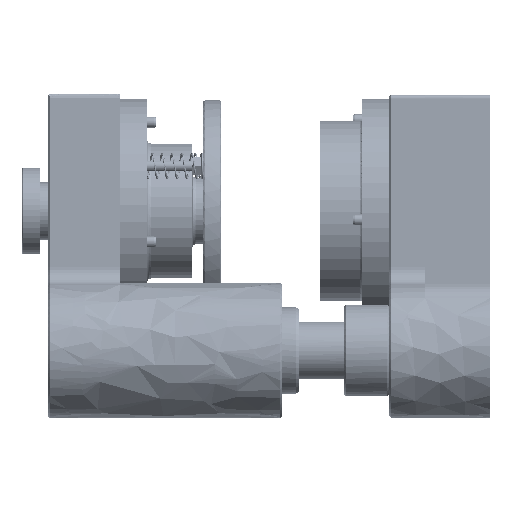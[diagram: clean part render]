
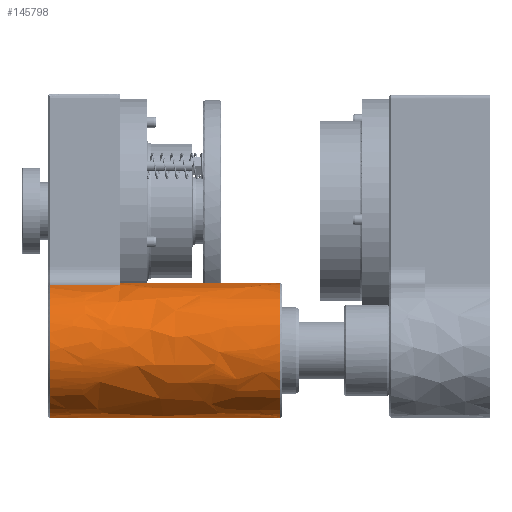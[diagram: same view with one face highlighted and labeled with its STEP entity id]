
A CAD part, left-side view. The second image highlights one B-rep face of the part: STEP entity #145798.
In plain terms, the highlighted free-form (B-spline) face has degree [2, 1] with [5, 2] control points.
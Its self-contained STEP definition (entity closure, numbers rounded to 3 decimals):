
#144605 = VERTEX_POINT('',#144606);
#144606 = CARTESIAN_POINT('',(-68.985,269.871,
    -126.933));
#144611 = EDGE_CURVE('',#144612,#144605,#144614,.T.);
#144612 = VERTEX_POINT('',#144613);
#144613 = CARTESIAN_POINT('',(-77.699,269.871,
    -45.078));
#144614 = ( BOUNDED_CURVE() B_SPLINE_CURVE(2,(#144615,#144616,#144617,
#144618,#144619),.UNSPECIFIED.,.F.,.F.) B_SPLINE_CURVE_WITH_KNOTS((3,2,3
    ),(0.212,1.677,3.142),
.PIECEWISE_BEZIER_KNOTS.) CURVE() GEOMETRIC_REPRESENTATION_ITEM() 
RATIONAL_B_SPLINE_CURVE((1.,0.744,1.,0.744,1.)) 
REPRESENTATION_ITEM('') );
#144615 = CARTESIAN_POINT('',(-77.699,269.871,
    -45.078));
#144616 = CARTESIAN_POINT('',(-114.084,269.871,
    -52.914));
#144617 = CARTESIAN_POINT('',(-110.144,269.871,
    -89.924));
#144618 = CARTESIAN_POINT('',(-106.204,269.871,
    -126.933));
#144619 = CARTESIAN_POINT('',(-68.985,269.871,
    -126.933));
#144837 = VERTEX_POINT('',#144838);
#144838 = CARTESIAN_POINT('',(-68.985,128.589,
    -126.933));
#144844 = VERTEX_POINT('',#144845);
#144845 = CARTESIAN_POINT('',(-68.985,128.589,
    -44.151));
#145699 = VERTEX_POINT('',#145700);
#145700 = CARTESIAN_POINT('',(-68.985,226.824,
    -44.151));
#145708 = EDGE_CURVE('',#145699,#144844,#145709,.T.);
#145709 = B_SPLINE_CURVE_WITH_KNOTS('',1,(#145710,#145711),
  .UNSPECIFIED.,.F.,.F.,(2,2),(40.,129.),.PIECEWISE_BEZIER_KNOTS.);
#145710 = CARTESIAN_POINT('',(-68.985,226.824,
    -44.151));
#145711 = CARTESIAN_POINT('',(-68.985,128.589,
    -44.151));
#145714 = EDGE_CURVE('',#144605,#144837,#145715,.T.);
#145715 = B_SPLINE_CURVE_WITH_KNOTS('',1,(#145716,#145717),
  .UNSPECIFIED.,.F.,.F.,(2,2),(1.,129.),.PIECEWISE_BEZIER_KNOTS.);
#145716 = CARTESIAN_POINT('',(-68.985,269.871,
    -126.933));
#145717 = CARTESIAN_POINT('',(-68.985,128.589,
    -126.933));
#145798 = ADVANCED_FACE('',(#145799),#145825,.T.);
#145799 = FACE_BOUND('',#145800,.T.);
#145800 = EDGE_LOOP('',(#145801,#145802,#145810,#145815,#145816,#145817)
  );
#145801 = ORIENTED_EDGE('',*,*,#145708,.F.);
#145802 = ORIENTED_EDGE('',*,*,#145803,.F.);
#145803 = EDGE_CURVE('',#145804,#145699,#145806,.T.);
#145804 = VERTEX_POINT('',#145805);
#145805 = CARTESIAN_POINT('',(-77.699,226.824,
    -45.078));
#145806 = ( BOUNDED_CURVE() B_SPLINE_CURVE(2,(#145807,#145808,#145809),
.UNSPECIFIED.,.F.,.F.) B_SPLINE_CURVE_WITH_KNOTS((3,3),(6.071,
6.283),.PIECEWISE_BEZIER_KNOTS.) CURVE() 
GEOMETRIC_REPRESENTATION_ITEM() RATIONAL_B_SPLINE_CURVE((1.,
0.994,1.)) REPRESENTATION_ITEM('') );
#145807 = CARTESIAN_POINT('',(-77.699,226.824,
    -45.078));
#145808 = CARTESIAN_POINT('',(-73.392,226.824,
    -44.151));
#145809 = CARTESIAN_POINT('',(-68.985,226.824,
    -44.151));
#145810 = ORIENTED_EDGE('',*,*,#145811,.T.);
#145811 = EDGE_CURVE('',#145804,#144612,#145812,.T.);
#145812 = B_SPLINE_CURVE_WITH_KNOTS('',1,(#145813,#145814),
  .UNSPECIFIED.,.F.,.F.,(2,2),(-40.,-1.),.PIECEWISE_BEZIER_KNOTS.);
#145813 = CARTESIAN_POINT('',(-77.699,226.824,
    -45.078));
#145814 = CARTESIAN_POINT('',(-77.699,269.871,
    -45.078));
#145815 = ORIENTED_EDGE('',*,*,#144611,.T.);
#145816 = ORIENTED_EDGE('',*,*,#145714,.T.);
#145817 = ORIENTED_EDGE('',*,*,#145818,.T.);
#145818 = EDGE_CURVE('',#144837,#144844,#145819,.T.);
#145819 = ( BOUNDED_CURVE() B_SPLINE_CURVE(2,(#145820,#145821,#145822,
#145823,#145824),.UNSPECIFIED.,.F.,.F.) B_SPLINE_CURVE_WITH_KNOTS((3,2,3
    ),(3.142,4.712,6.283),
.PIECEWISE_BEZIER_KNOTS.) CURVE() GEOMETRIC_REPRESENTATION_ITEM() 
RATIONAL_B_SPLINE_CURVE((1.,0.707,1.,0.707,1.)) 
REPRESENTATION_ITEM('') );
#145820 = CARTESIAN_POINT('',(-68.985,128.589,
    -126.933));
#145821 = CARTESIAN_POINT('',(-110.377,128.589,
    -126.933));
#145822 = CARTESIAN_POINT('',(-110.377,128.589,
    -85.542));
#145823 = CARTESIAN_POINT('',(-110.377,128.589,
    -44.151));
#145824 = CARTESIAN_POINT('',(-68.985,128.589,
    -44.151));
#145825 = ( BOUNDED_SURFACE() B_SPLINE_SURFACE(2,1,(
    (#145826,#145827)
    ,(#145828,#145829)
    ,(#145830,#145831)
    ,(#145832,#145833)
    ,(#145834,#145835
)),.UNSPECIFIED.,.F.,.F.,.F.) B_SPLINE_SURFACE_WITH_KNOTS((3,2,3),(2,2),
  (3.142,4.712,6.283),(1.,129.),
.PIECEWISE_BEZIER_KNOTS.) GEOMETRIC_REPRESENTATION_ITEM() 
RATIONAL_B_SPLINE_SURFACE((
    (1.,1.)
    ,(0.707,0.707)
    ,(1.,1.)
    ,(0.707,0.707)
,(1.,1.))) REPRESENTATION_ITEM('') SURFACE() );
#145826 = CARTESIAN_POINT('',(-68.985,269.871,
    -44.151));
#145827 = CARTESIAN_POINT('',(-68.985,128.589,
    -44.151));
#145828 = CARTESIAN_POINT('',(-110.377,269.871,
    -44.151));
#145829 = CARTESIAN_POINT('',(-110.377,128.589,
    -44.151));
#145830 = CARTESIAN_POINT('',(-110.377,269.871,
    -85.542));
#145831 = CARTESIAN_POINT('',(-110.377,128.589,
    -85.542));
#145832 = CARTESIAN_POINT('',(-110.377,269.871,
    -126.933));
#145833 = CARTESIAN_POINT('',(-110.377,128.589,
    -126.933));
#145834 = CARTESIAN_POINT('',(-68.985,269.871,
    -126.933));
#145835 = CARTESIAN_POINT('',(-68.985,128.589,
    -126.933));
